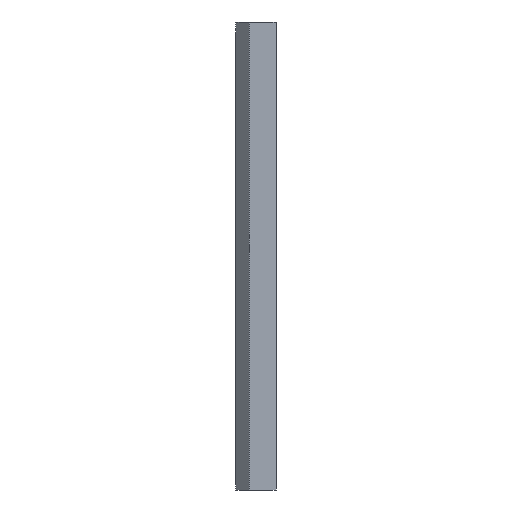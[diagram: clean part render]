
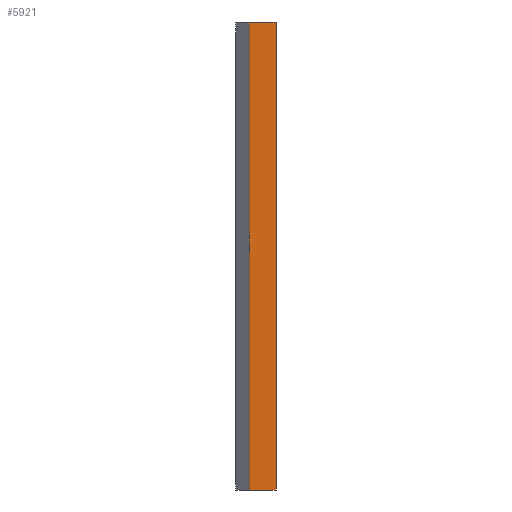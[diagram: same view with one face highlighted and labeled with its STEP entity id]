
A CAD part, front view. The second image highlights one B-rep face of the part: STEP entity #5921.
In plain terms, the highlighted planar face has unit normal (0, -1, 0).
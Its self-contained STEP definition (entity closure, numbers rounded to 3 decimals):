
#364=PLANE('',#6258);
#665=FACE_OUTER_BOUND('',#1047,.T.);
#1047=EDGE_LOOP('',(#5629,#5630,#5631,#5632));
#1297=LINE('',#8247,#2059);
#1805=LINE('',#9328,#2567);
#1808=LINE('',#9333,#2570);
#1810=LINE('',#9336,#2572);
#2059=VECTOR('',#6572,10.);
#2567=VECTOR('',#7680,10.);
#2570=VECTOR('',#7685,10.);
#2572=VECTOR('',#7689,10.);
#2903=VERTEX_POINT('',#8241);
#2905=VERTEX_POINT('',#8245);
#3178=VERTEX_POINT('',#9327);
#3179=VERTEX_POINT('',#9332);
#3454=EDGE_CURVE('',#2903,#2905,#1297,.T.);
#3994=EDGE_CURVE('',#3178,#2903,#1805,.T.);
#3997=EDGE_CURVE('',#3178,#3179,#1808,.T.);
#3999=EDGE_CURVE('',#2905,#3179,#1810,.T.);
#5629=ORIENTED_EDGE('',*,*,#3454,.T.);
#5630=ORIENTED_EDGE('',*,*,#3999,.T.);
#5631=ORIENTED_EDGE('',*,*,#3997,.F.);
#5632=ORIENTED_EDGE('',*,*,#3994,.T.);
#5921=ADVANCED_FACE('',(#665),#364,.T.);
#6258=AXIS2_PLACEMENT_3D('',#9335,#7687,#7688);
#6572=DIRECTION('',(0.,0.,1.));
#7680=DIRECTION('',(1.,0.,0.));
#7685=DIRECTION('',(0.,0.,1.));
#7687=DIRECTION('center_axis',(0.,-1.,0.));
#7688=DIRECTION('ref_axis',(0.,0.,-1.));
#7689=DIRECTION('',(-1.,0.,0.));
#8241=CARTESIAN_POINT('',(-122.,20.1,0.));
#8245=CARTESIAN_POINT('',(-122.,20.1,35.));
#8247=CARTESIAN_POINT('',(-122.,20.1,0.));
#9327=CARTESIAN_POINT('',(-124.,20.1,0.));
#9328=CARTESIAN_POINT('',(-123.75,20.1,0.));
#9332=CARTESIAN_POINT('',(-124.,20.1,35.));
#9333=CARTESIAN_POINT('',(-124.,20.1,0.));
#9335=CARTESIAN_POINT('Origin',(-125.,20.1,0.));
#9336=CARTESIAN_POINT('',(-123.75,20.1,35.));
